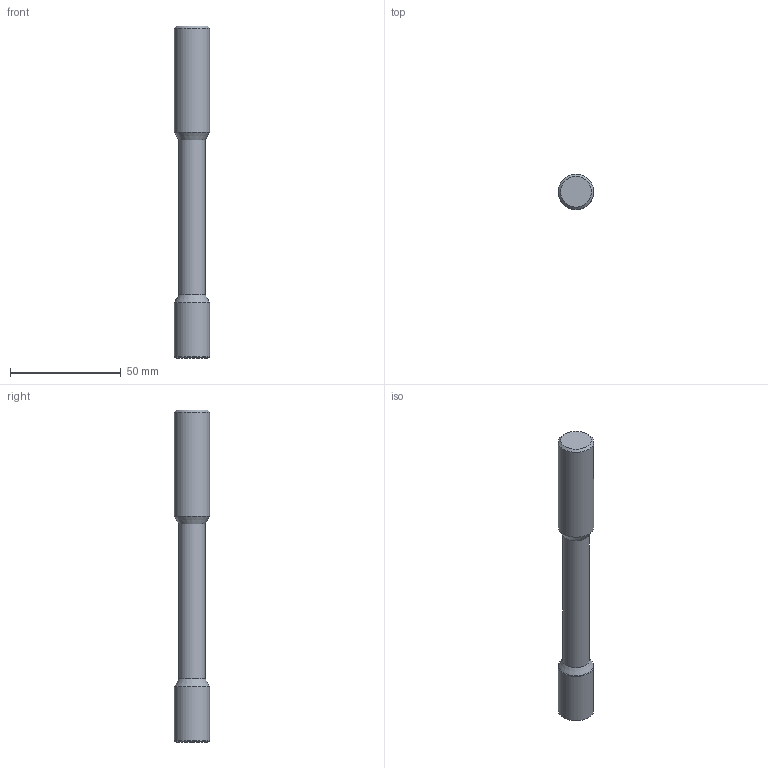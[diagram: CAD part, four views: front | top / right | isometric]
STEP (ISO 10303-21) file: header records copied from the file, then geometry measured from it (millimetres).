
FILE_DESCRIPTION(/* description */ (''),/* implementation_level */ '2;1');
FILE_NAME(/* name */ '1736845010500.stp',/* time_stamp */ '2025-01-14T08:56:59+00:00',/* author */ (''),/* organization */ ('SMS'),/* preprocessor_version */ 'ST-DEVELOPER v16.7',/* originating_system */ 'SIEMENS PLM Software NX 12.0',/* authorisation */ '');
FILE_SCHEMA (('AUTOMOTIVE_DESIGN { 1 0 10303 214 3 1 1 1 }'));
Length unit declared in the file: millimetre
Products named in the file (1): 835.B-1600-A1-MF    1024
Bounding box: 16 x 16 x 150 mm (x, y, z)
Volume: 28451.7 mm3; surface area: 8628.2 mm2
Topology: 2 solids, 2 shells, 14 faces, 36 edges, 44 vertices
Faces by surface type: cone 6, plane 4, cylinder 4
Full cylindrical faces by diameter (mm): 12 x1, 15.7 x1, 16 x2
Entity records: 479 total; most frequent: DIRECTION 73, CARTESIAN_POINT 69, AXIS2_PLACEMENT_3D 30, EDGE_LOOP 24, ORIENTED_EDGE 24, STYLED_ITEM 23, PRESENTATION_STYLE_ASSIGNMENT 23, FACE_BOUND 20
